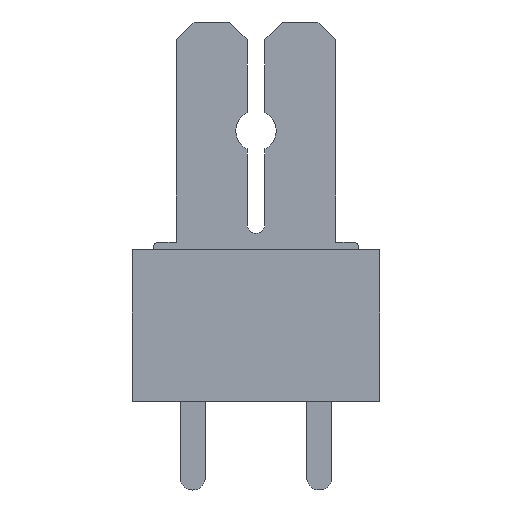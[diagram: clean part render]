
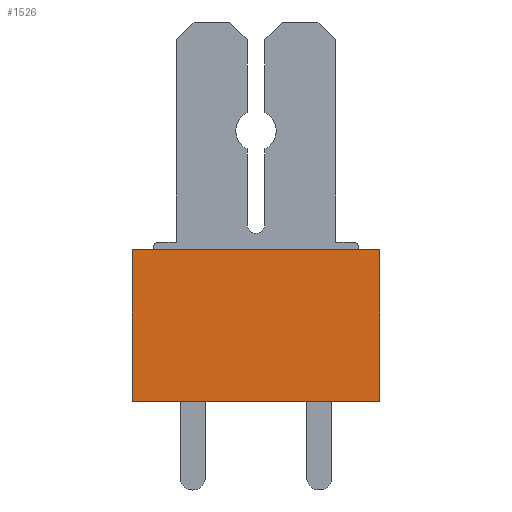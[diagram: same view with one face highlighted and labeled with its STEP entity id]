
A CAD part, left-side view. The second image highlights one B-rep face of the part: STEP entity #1526.
In plain terms, the highlighted planar face has unit normal (-1, 0, 0).
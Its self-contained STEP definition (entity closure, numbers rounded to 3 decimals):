
#1518=AXIS2_PLACEMENT_3D('Plane Axis2P3D',#1515,#1516,#1517) ;
#49=CARTESIAN_POINT('Vertex',(0.,9.8,9.5)) ;
#52=CARTESIAN_POINT('Line Origine',(0.,4.9,9.5)) ;
#56=CARTESIAN_POINT('Vertex',(0.,0.,9.5)) ;
#767=CARTESIAN_POINT('Vertex',(0.,9.8,3.5)) ;
#770=CARTESIAN_POINT('Line Origine',(0.,9.8,6.5)) ;
#798=CARTESIAN_POINT('Vertex',(0.,0.,3.5)) ;
#801=CARTESIAN_POINT('Line Origine',(0.,4.9,3.5)) ;
#1503=CARTESIAN_POINT('Line Origine',(0.,0.,6.5)) ;
#1515=CARTESIAN_POINT('Axis2P3D Location',(0.,0.,0.)) ;
#53=DIRECTION('Vector Direction',(0.,-1.,0.)) ;
#771=DIRECTION('Vector Direction',(0.,0.,1.)) ;
#802=DIRECTION('Vector Direction',(0.,1.,0.)) ;
#1504=DIRECTION('Vector Direction',(0.,0.,-1.)) ;
#1516=DIRECTION('Axis2P3D Direction',(-1.,0.,0.)) ;
#1517=DIRECTION('Axis2P3D XDirection',(0.,0.,1.)) ;
#54=VECTOR('Line Direction',#53,1.) ;
#772=VECTOR('Line Direction',#771,1.) ;
#803=VECTOR('Line Direction',#802,1.) ;
#1505=VECTOR('Line Direction',#1504,1.) ;
#1521=ORIENTED_EDGE('',*,*,#58,.T.) ;
#1522=ORIENTED_EDGE('',*,*,#774,.T.) ;
#1523=ORIENTED_EDGE('',*,*,#805,.T.) ;
#1524=ORIENTED_EDGE('',*,*,#1507,.T.) ;
#1526=ADVANCED_FACE('Housing',(#1525),#1519,.T.) ;
#58=EDGE_CURVE('',#57,#50,#55,.F.) ;
#774=EDGE_CURVE('',#50,#768,#773,.F.) ;
#805=EDGE_CURVE('',#768,#799,#804,.F.) ;
#1507=EDGE_CURVE('',#799,#57,#1506,.F.) ;
#1520=EDGE_LOOP('',(#1521,#1522,#1523,#1524)) ;
#1525=FACE_OUTER_BOUND('',#1520,.T.) ;
#55=LINE('Line',#52,#54) ;
#773=LINE('Line',#770,#772) ;
#804=LINE('Line',#801,#803) ;
#1506=LINE('Line',#1503,#1505) ;
#1519=PLANE('',#1518) ;
#50=VERTEX_POINT('',#49) ;
#57=VERTEX_POINT('',#56) ;
#768=VERTEX_POINT('',#767) ;
#799=VERTEX_POINT('',#798) ;
